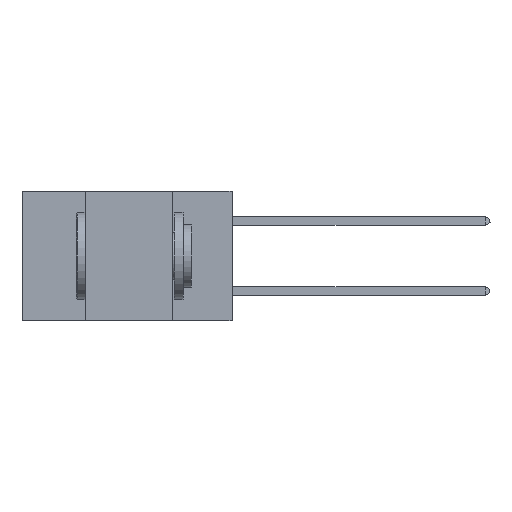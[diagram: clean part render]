
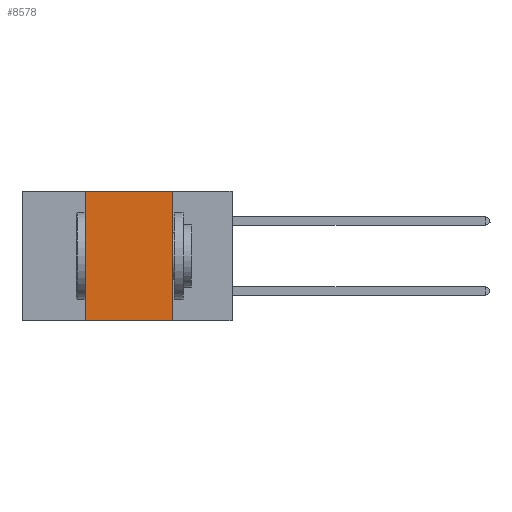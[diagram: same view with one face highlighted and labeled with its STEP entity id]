
A CAD part, left-side view. The second image highlights one B-rep face of the part: STEP entity #8578.
In plain terms, the highlighted planar face has unit normal (-1, 0, 0).
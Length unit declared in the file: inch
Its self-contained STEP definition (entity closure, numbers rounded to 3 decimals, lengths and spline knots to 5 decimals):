
#489 = VERTEX_POINT ( 'NONE', #28075 ) ;
#695 = VECTOR ( 'NONE', #17925, 39.37008 ) ;
#1353 = AXIS2_PLACEMENT_3D ( 'NONE', #29173, #31758, #16259 ) ;
#1709 = CARTESIAN_POINT ( 'NONE',  ( 0., 0.42, 0. ) ) ;
#2962 = VERTEX_POINT ( 'NONE', #1709 ) ;
#3431 = CARTESIAN_POINT ( 'NONE',  ( 0., 0.6, -0.37 ) ) ;
#4704 = ORIENTED_EDGE ( 'NONE', *, *, #26383, .F. ) ;
#4824 = FACE_OUTER_BOUND ( 'NONE', #17232, .T. ) ;
#6190 = DIRECTION ( 'NONE',  ( 0., -1., 0. ) ) ;
#6935 = DIRECTION ( 'NONE',  ( 0., -1., 0. ) ) ;
#8578 = ADVANCED_FACE ( 'NONE', ( #4824 ), #13637, .F. ) ;
#11333 = CARTESIAN_POINT ( 'NONE',  ( 0., 0.17, 0. ) ) ;
#11917 = ORIENTED_EDGE ( 'NONE', *, *, #32664, .F. ) ;
#12145 = CARTESIAN_POINT ( 'NONE',  ( 0., 0.6, 0. ) ) ;
#12807 = CARTESIAN_POINT ( 'NONE',  ( 0., 0.42, 0. ) ) ;
#12944 = VERTEX_POINT ( 'NONE', #17206 ) ;
#13637 = PLANE ( 'NONE',  #1353 ) ;
#16259 = DIRECTION ( 'NONE',  ( 0., 0., -1. ) ) ;
#17206 = CARTESIAN_POINT ( 'NONE',  ( 0., 0.17, 0. ) ) ;
#17213 = ORIENTED_EDGE ( 'NONE', *, *, #17918, .F. ) ;
#17232 = EDGE_LOOP ( 'NONE', ( #17213, #4704, #11917, #33438 ) ) ;
#17568 = VECTOR ( 'NONE', #6190, 39.37008 ) ;
#17918 = EDGE_CURVE ( 'NONE', #12944, #27944, #32269, .T. ) ;
#17925 = DIRECTION ( 'NONE',  ( 0., 0., 1. ) ) ;
#18380 = LINE ( 'NONE', #3431, #17568 ) ;
#19238 = DIRECTION ( 'NONE',  ( 0., 0., -1. ) ) ;
#22008 = LINE ( 'NONE', #12807, #695 ) ;
#22483 = EDGE_CURVE ( 'NONE', #489, #27944, #18380, .T. ) ;
#23050 = VECTOR ( 'NONE', #6935, 39.37008 ) ;
#25413 = VECTOR ( 'NONE', #19238, 39.37008 ) ;
#26383 = EDGE_CURVE ( 'NONE', #2962, #12944, #29910, .T. ) ;
#27944 = VERTEX_POINT ( 'NONE', #31140 ) ;
#28075 = CARTESIAN_POINT ( 'NONE',  ( 0., 0.42, -0.37 ) ) ;
#29173 = CARTESIAN_POINT ( 'NONE',  ( 0., 0.6, 0. ) ) ;
#29910 = LINE ( 'NONE', #12145, #23050 ) ;
#31140 = CARTESIAN_POINT ( 'NONE',  ( 0., 0.17, -0.37 ) ) ;
#31758 = DIRECTION ( 'NONE',  ( 1., 0., 0. ) ) ;
#32269 = LINE ( 'NONE', #11333, #25413 ) ;
#32664 = EDGE_CURVE ( 'NONE', #489, #2962, #22008, .T. ) ;
#33438 = ORIENTED_EDGE ( 'NONE', *, *, #22483, .T. ) ;
